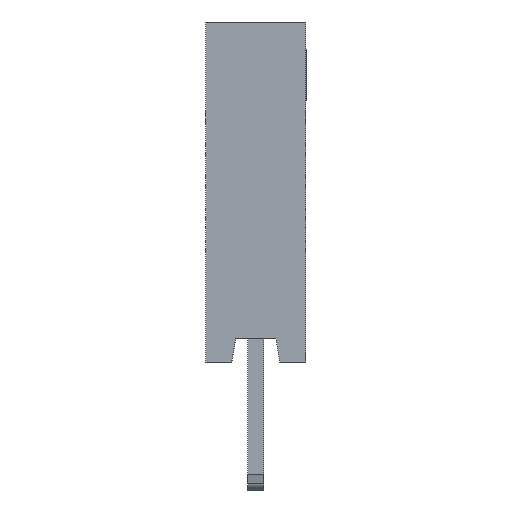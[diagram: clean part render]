
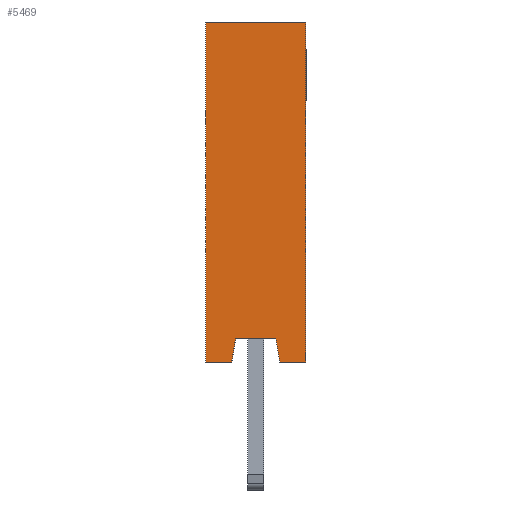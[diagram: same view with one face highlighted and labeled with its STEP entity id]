
A CAD part, left-side view. The second image highlights one B-rep face of the part: STEP entity #5469.
In plain terms, the highlighted planar face has unit normal (-1, 0, 0).
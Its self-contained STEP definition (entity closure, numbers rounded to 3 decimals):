
#21=DIRECTION('',(0.,0.,1.));
#22=VECTOR('',#21,8.5);
#23=CARTESIAN_POINT('',(-18.03,-1.25,0.));
#24=LINE('',#23,#22);
#706=DIRECTION('',(0.,-1.,0.));
#707=VECTOR('',#706,0.65);
#708=CARTESIAN_POINT('',(-18.03,-0.6,0.));
#709=LINE('',#708,#707);
#730=DIRECTION('',(0.,-1.,0.));
#731=VECTOR('',#730,0.65);
#732=CARTESIAN_POINT('',(-18.03,1.25,0.));
#733=LINE('',#732,#731);
#750=DIRECTION('',(0.,-1.,0.));
#751=VECTOR('',#750,2.5);
#752=CARTESIAN_POINT('',(-18.03,1.25,8.5));
#753=LINE('',#752,#751);
#990=DIRECTION('',(0.,-0.164,-0.986));
#991=VECTOR('',#990,0.608);
#992=CARTESIAN_POINT('',(-18.03,-0.5,0.6));
#993=LINE('',#992,#991);
#994=DIRECTION('',(0.,-1.,0.));
#995=VECTOR('',#994,1.);
#996=CARTESIAN_POINT('',(-18.03,0.5,0.6));
#997=LINE('',#996,#995);
#998=DIRECTION('',(0.,-0.164,0.986));
#999=VECTOR('',#998,0.608);
#1000=CARTESIAN_POINT('',(-18.03,0.6,0.));
#1001=LINE('',#1000,#999);
#1002=DIRECTION('',(0.,0.,1.));
#1003=VECTOR('',#1002,8.5);
#1004=CARTESIAN_POINT('',(-18.03,1.25,0.));
#1005=LINE('',#1004,#1003);
#3791=CARTESIAN_POINT('',(-18.03,-1.25,0.));
#3793=VERTEX_POINT('',#3791);
#3796=CARTESIAN_POINT('',(-18.03,1.25,0.));
#3798=VERTEX_POINT('',#3796);
#3799=CARTESIAN_POINT('',(-18.03,1.25,8.5));
#3800=CARTESIAN_POINT('',(-18.03,-1.25,8.5));
#3801=VERTEX_POINT('',#3799);
#3802=VERTEX_POINT('',#3800);
#3835=CARTESIAN_POINT('',(-18.03,-0.5,0.6));
#3836=VERTEX_POINT('',#3835);
#3837=CARTESIAN_POINT('',(-18.03,-0.6,0.));
#3838=VERTEX_POINT('',#3837);
#3839=CARTESIAN_POINT('',(-18.03,0.6,0.));
#3840=CARTESIAN_POINT('',(-18.03,0.5,0.6));
#3841=VERTEX_POINT('',#3839);
#3842=VERTEX_POINT('',#3840);
#5451=CARTESIAN_POINT('',(-18.03,1.25,0.));
#5452=DIRECTION('',(-1.,0.,0.));
#5453=DIRECTION('',(0.,-1.,0.));
#5454=AXIS2_PLACEMENT_3D('',#5451,#5452,#5453);
#5455=PLANE('',#5454);
#5456=ORIENTED_EDGE('',*,*,#5250,.F.);
#5458=ORIENTED_EDGE('',*,*,#5457,.F.);
#5460=ORIENTED_EDGE('',*,*,#5459,.F.);
#5461=ORIENTED_EDGE('',*,*,#5229,.F.);
#5463=ORIENTED_EDGE('',*,*,#5462,.T.);
#5464=ORIENTED_EDGE('',*,*,#5295,.T.);
#5465=ORIENTED_EDGE('',*,*,#4799,.F.);
#5466=ORIENTED_EDGE('',*,*,#5203,.F.);
#5467=EDGE_LOOP('',(#5456,#5458,#5460,#5461,#5463,#5464,#5465,#5466));
#5468=FACE_OUTER_BOUND('',#5467,.F.);
#5469=ADVANCED_FACE('',(#5468),#5455,.T.);
#4799=EDGE_CURVE('',#3793,#3802,#24,.T.);
#5203=EDGE_CURVE('',#3838,#3793,#709,.T.);
#5229=EDGE_CURVE('',#3798,#3841,#733,.T.);
#5250=EDGE_CURVE('',#3836,#3838,#993,.T.);
#5295=EDGE_CURVE('',#3801,#3802,#753,.T.);
#5457=EDGE_CURVE('',#3842,#3836,#997,.T.);
#5459=EDGE_CURVE('',#3841,#3842,#1001,.T.);
#5462=EDGE_CURVE('',#3798,#3801,#1005,.T.);
